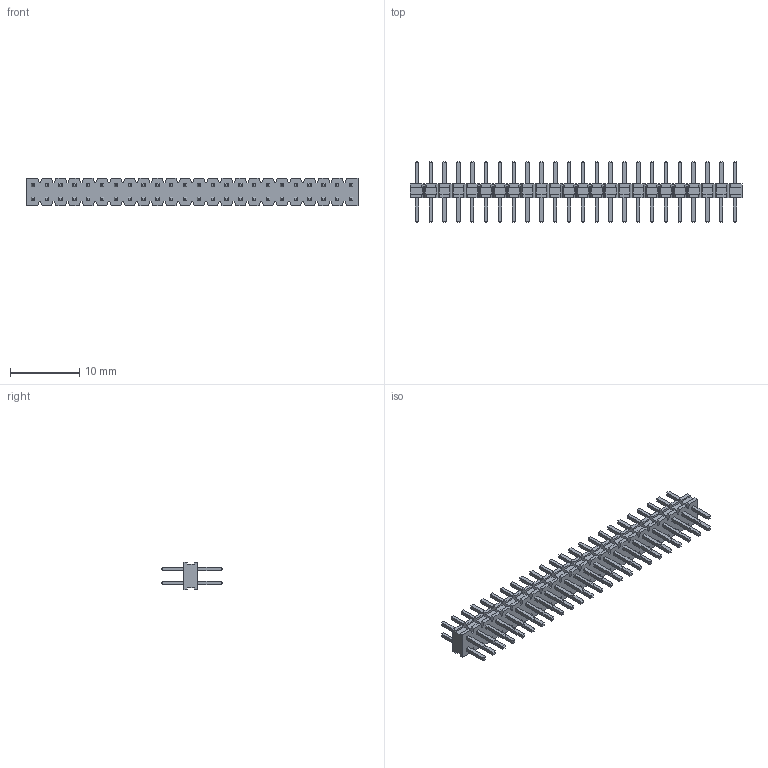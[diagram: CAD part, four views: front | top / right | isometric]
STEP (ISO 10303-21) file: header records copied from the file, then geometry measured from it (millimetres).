
FILE_DESCRIPTION (( 'STEP AP214' ), '1' );
FILE_NAME ('Samtec-TMMH-124-06-L-D.step', '2013-01-01T21:29:19', ( 'Windows User' ), ( '' ), 'SwSTEP 2.0', 'SolidWorks 2013', '' );
FILE_SCHEMA (( 'AUTOMOTIVE_DESIGN' ));
Length unit declared in the file: inch
Products named in the file (1): Samtec-TMMH-124-06-L-D
Bounding box: 47.98 x 8.74 x 3.99 mm (x, y, z)
Volume: 418.3 mm3; surface area: 1304 mm2
Topology: 1 solids, 1 shells, 1246 faces, 3060 edges, 1912 vertices
Faces by surface type: plane 1246
Entity records: 40418 total; most frequent: CARTESIAN_POINT 6219, ORIENTED_EDGE 6120, DIRECTION 5554, VECTOR 3060, LINE 3060, EDGE_CURVE 3060, VERTEX_POINT 1912, EDGE_LOOP 1342
